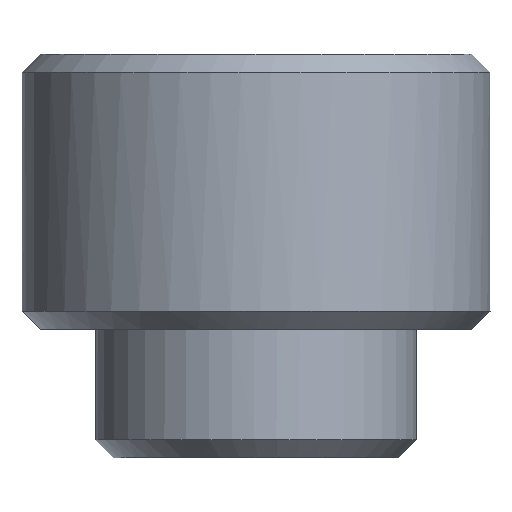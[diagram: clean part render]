
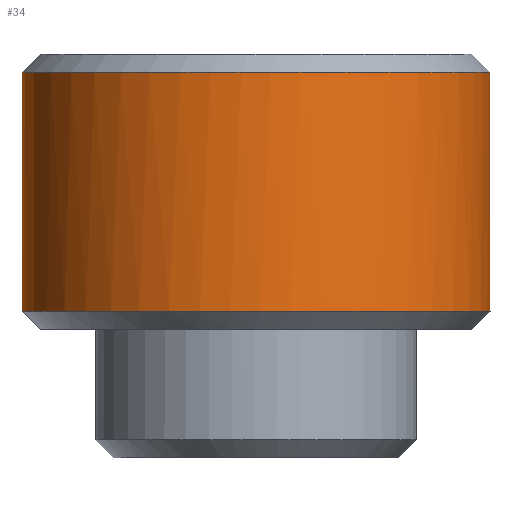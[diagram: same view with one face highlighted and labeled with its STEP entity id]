
A CAD part, front view. The second image highlights one B-rep face of the part: STEP entity #34.
In plain terms, the highlighted free-form (B-spline) face has degree [2, 1] with [9, 2] control points.
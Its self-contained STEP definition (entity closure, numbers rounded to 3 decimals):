
#34=ADVANCED_FACE('',(#66),#525,.T.);
#66=FACE_OUTER_BOUND('',#101,.T.);
#101=EDGE_LOOP('',(#149,#150,#151,#152));
#149=ORIENTED_EDGE('',*,*,#304,.F.);
#150=ORIENTED_EDGE('',*,*,#299,.F.);
#151=ORIENTED_EDGE('',*,*,#304,.T.);
#152=ORIENTED_EDGE('',*,*,#305,.F.);
#299=EDGE_CURVE('',#467,#467,#381,.T.);
#304=EDGE_CURVE('',#467,#462,#431,.T.);
#305=EDGE_CURVE('',#462,#462,#384,.T.);
#381=(
BOUNDED_CURVE()
B_SPLINE_CURVE(2,(#5177,#5178,#5179,#5180,#5181,#5182,#5183,#5184,#5185),
 .UNSPECIFIED.,.T.,.F.)
B_SPLINE_CURVE_WITH_KNOTS((3,2,2,2,3),(0.,3.691,
7.383,11.074,14.765),.UNSPECIFIED.)
CURVE()
GEOMETRIC_REPRESENTATION_ITEM()
RATIONAL_B_SPLINE_CURVE((1.,0.707,1.,0.707,1.,0.707,
1.,0.707,1.))
REPRESENTATION_ITEM('')
);
#384=(
BOUNDED_CURVE()
B_SPLINE_CURVE(2,(#5210,#5211,#5212,#5213,#5214,#5215,#5216,#5217,#5218),
 .UNSPECIFIED.,.T.,.F.)
B_SPLINE_CURVE_WITH_KNOTS((3,2,2,2,3),(0.,3.691,
7.383,11.074,14.765),.UNSPECIFIED.)
CURVE()
GEOMETRIC_REPRESENTATION_ITEM()
RATIONAL_B_SPLINE_CURVE((1.,0.707,1.,0.707,1.,0.707,
1.,0.707,1.))
REPRESENTATION_ITEM('')
);
#431=B_SPLINE_CURVE_WITH_KNOTS('',1,(#5208,#5209),.UNSPECIFIED.,.F.,.F.,
(2,2),(1.212,3.812),.UNSPECIFIED.);
#462=VERTEX_POINT('',#5091);
#467=VERTEX_POINT('',#5096);
#525=(
BOUNDED_SURFACE()
B_SPLINE_SURFACE(2,1,((#658,#659),(#660,#661),(#662,#663),(#664,#665),(#666,
#667),(#668,#669),(#670,#671),(#672,#673),(#674,#675)),.UNSPECIFIED.,.T.,
 .F.,.F.)
B_SPLINE_SURFACE_WITH_KNOTS((3,2,2,2,3),(2,2),(0.,1.571,3.142,
4.712,6.283),(0.,12.024),.UNSPECIFIED.)
GEOMETRIC_REPRESENTATION_ITEM()
RATIONAL_B_SPLINE_SURFACE(((1.,1.),(0.707,0.707),
(1.,1.),(0.707,0.707),(1.,1.),(0.707,
0.707),(1.,1.),(0.707,0.707),(1.,1.)))
REPRESENTATION_ITEM('')
SURFACE()
);
#658=CARTESIAN_POINT('',(67.45,0.,-1.012));
#659=CARTESIAN_POINT('',(67.45,0.,11.012));
#660=CARTESIAN_POINT('',(67.45,-2.55,-1.012));
#661=CARTESIAN_POINT('',(67.45,-2.55,11.012));
#662=CARTESIAN_POINT('',(70.,-2.55,-1.012));
#663=CARTESIAN_POINT('',(70.,-2.55,11.012));
#664=CARTESIAN_POINT('',(72.55,-2.55,-1.012));
#665=CARTESIAN_POINT('',(72.55,-2.55,11.012));
#666=CARTESIAN_POINT('',(72.55,0.,-1.012));
#667=CARTESIAN_POINT('',(72.55,0.,11.012));
#668=CARTESIAN_POINT('',(72.55,2.55,-1.012));
#669=CARTESIAN_POINT('',(72.55,2.55,11.012));
#670=CARTESIAN_POINT('',(70.,2.55,-1.012));
#671=CARTESIAN_POINT('',(70.,2.55,11.012));
#672=CARTESIAN_POINT('',(67.45,2.55,-1.012));
#673=CARTESIAN_POINT('',(67.45,2.55,11.012));
#674=CARTESIAN_POINT('',(67.45,0.,-1.012));
#675=CARTESIAN_POINT('',(67.45,0.,11.012));
#5091=CARTESIAN_POINT('',(67.45,0.,2.8));
#5096=CARTESIAN_POINT('',(67.45,0.,0.2));
#5177=CARTESIAN_POINT('',(67.45,0.,0.2));
#5178=CARTESIAN_POINT('',(67.45,2.55,0.2));
#5179=CARTESIAN_POINT('',(70.,2.55,0.2));
#5180=CARTESIAN_POINT('',(72.55,2.55,0.2));
#5181=CARTESIAN_POINT('',(72.55,0.,0.2));
#5182=CARTESIAN_POINT('',(72.55,-2.55,0.2));
#5183=CARTESIAN_POINT('',(70.,-2.55,0.2));
#5184=CARTESIAN_POINT('',(67.45,-2.55,0.2));
#5185=CARTESIAN_POINT('',(67.45,0.,0.2));
#5208=CARTESIAN_POINT('',(67.45,0.,0.2));
#5209=CARTESIAN_POINT('',(67.45,0.,2.8));
#5210=CARTESIAN_POINT('',(67.45,0.,2.8));
#5211=CARTESIAN_POINT('',(67.45,-2.55,2.8));
#5212=CARTESIAN_POINT('',(70.,-2.55,2.8));
#5213=CARTESIAN_POINT('',(72.55,-2.55,2.8));
#5214=CARTESIAN_POINT('',(72.55,0.,2.8));
#5215=CARTESIAN_POINT('',(72.55,2.55,2.8));
#5216=CARTESIAN_POINT('',(70.,2.55,2.8));
#5217=CARTESIAN_POINT('',(67.45,2.55,2.8));
#5218=CARTESIAN_POINT('',(67.45,0.,2.8));
